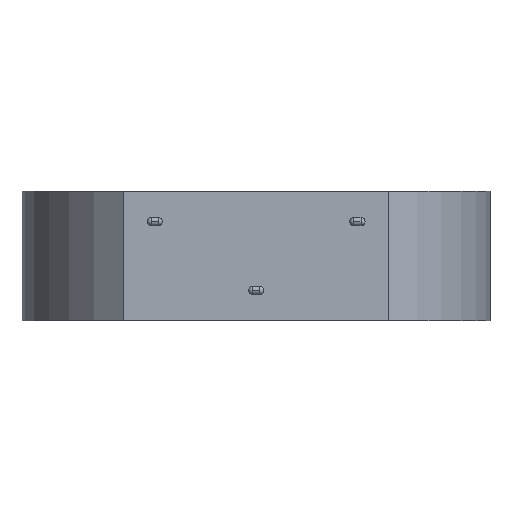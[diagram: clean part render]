
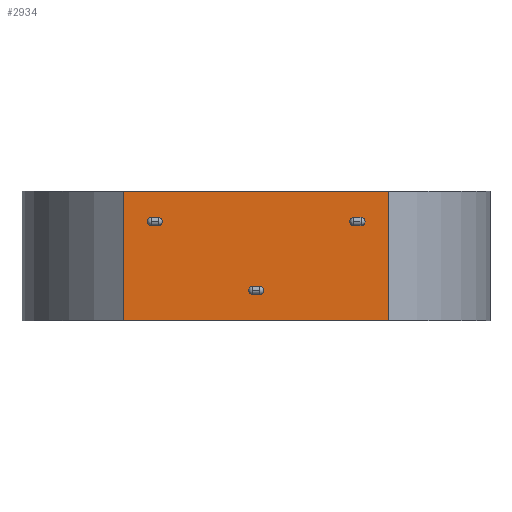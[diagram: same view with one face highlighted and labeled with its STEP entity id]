
A CAD part, front view. The second image highlights one B-rep face of the part: STEP entity #2934.
In plain terms, the highlighted planar face has unit normal (0, -1, 0).
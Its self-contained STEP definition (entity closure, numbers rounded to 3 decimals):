
#2 = VECTOR ( 'NONE', #2884, 1000. ) ;
#51 = EDGE_CURVE ( 'NONE', #1517, #262, #2956, .T. ) ;
#66 = CARTESIAN_POINT ( 'NONE',  ( -5.175, -14.743, 1.5 ) ) ;
#100 = DIRECTION ( 'NONE',  ( 0., 0., 1. ) ) ;
#152 = ORIENTED_EDGE ( 'NONE', *, *, #2242, .F. ) ;
#175 = DIRECTION ( 'NONE',  ( 1., 0., 0. ) ) ;
#193 = EDGE_CURVE ( 'NONE', #327, #2472, #2803, .T. ) ;
#201 = CARTESIAN_POINT ( 'NONE',  ( -0.175, -14.743, -1.5 ) ) ;
#204 = CARTESIAN_POINT ( 'NONE',  ( 4.825, -14.743, 1.5 ) ) ;
#256 = DIRECTION ( 'NONE',  ( 0., 0., -1. ) ) ;
#262 = VERTEX_POINT ( 'NONE', #1908 ) ;
#270 = AXIS2_PLACEMENT_3D ( 'NONE', #345, #365, #1111 ) ;
#289 = VERTEX_POINT ( 'NONE', #2158 ) ;
#308 = CARTESIAN_POINT ( 'NONE',  ( -6.55, -14.743, -3.2 ) ) ;
#327 = VERTEX_POINT ( 'NONE', #2253 ) ;
#345 = CARTESIAN_POINT ( 'NONE',  ( -4.825, -14.743, 1.7 ) ) ;
#365 = DIRECTION ( 'NONE',  ( 0., -1., 0. ) ) ;
#395 = EDGE_CURVE ( 'NONE', #1100, #579, #3022, .T. ) ;
#397 = ORIENTED_EDGE ( 'NONE', *, *, #685, .T. ) ;
#416 = CARTESIAN_POINT ( 'NONE',  ( -5.175, -14.743, 1.5 ) ) ;
#441 = VERTEX_POINT ( 'NONE', #201 ) ;
#473 = DIRECTION ( 'NONE',  ( 0., 0., 1. ) ) ;
#579 = VERTEX_POINT ( 'NONE', #741 ) ;
#593 = ORIENTED_EDGE ( 'NONE', *, *, #1899, .F. ) ;
#621 = CARTESIAN_POINT ( 'NONE',  ( 4.825, -14.743, 1.9 ) ) ;
#658 = VECTOR ( 'NONE', #2631, 1000. ) ;
#662 = CIRCLE ( 'NONE', #974, 0.2 ) ;
#685 = EDGE_CURVE ( 'NONE', #327, #3033, #3004, .T. ) ;
#691 = LINE ( 'NONE', #3099, #2156 ) ;
#693 = FACE_BOUND ( 'NONE', #1372, .T. ) ;
#698 = CARTESIAN_POINT ( 'NONE',  ( -0.175, -14.743, -1.7 ) ) ;
#701 = VECTOR ( 'NONE', #843, 1000. ) ;
#709 = CARTESIAN_POINT ( 'NONE',  ( -6.55, -14.743, 3.2 ) ) ;
#734 = VERTEX_POINT ( 'NONE', #969 ) ;
#741 = CARTESIAN_POINT ( 'NONE',  ( -4.825, -14.743, 1.5 ) ) ;
#756 = EDGE_CURVE ( 'NONE', #1807, #1799, #1874, .T. ) ;
#778 = AXIS2_PLACEMENT_3D ( 'NONE', #2544, #2781, #2361 ) ;
#788 = EDGE_LOOP ( 'NONE', ( #851, #1526, #593, #2570 ) ) ;
#808 = ORIENTED_EDGE ( 'NONE', *, *, #1009, .F. ) ;
#817 = CARTESIAN_POINT ( 'NONE',  ( -0.175, -14.743, -1.9 ) ) ;
#824 = EDGE_CURVE ( 'NONE', #2472, #1389, #691, .T. ) ;
#843 = DIRECTION ( 'NONE',  ( 0., 0., -1. ) ) ;
#851 = ORIENTED_EDGE ( 'NONE', *, *, #1766, .F. ) ;
#914 = DIRECTION ( 'NONE',  ( 0., 0., -1. ) ) ;
#940 = DIRECTION ( 'NONE',  ( 0., 0., -1. ) ) ;
#958 = EDGE_CURVE ( 'NONE', #1771, #734, #1106, .T. ) ;
#969 = CARTESIAN_POINT ( 'NONE',  ( 0.175, -14.743, -1.9 ) ) ;
#970 = VECTOR ( 'NONE', #2990, 1000. ) ;
#974 = AXIS2_PLACEMENT_3D ( 'NONE', #698, #3073, #914 ) ;
#1009 = EDGE_CURVE ( 'NONE', #1799, #289, #2470, .T. ) ;
#1041 = LINE ( 'NONE', #308, #3101 ) ;
#1055 = EDGE_CURVE ( 'NONE', #262, #1100, #2775, .T. ) ;
#1060 = ORIENTED_EDGE ( 'NONE', *, *, #824, .F. ) ;
#1082 = CIRCLE ( 'NONE', #778, 0.2 ) ;
#1100 = VERTEX_POINT ( 'NONE', #66 ) ;
#1106 = LINE ( 'NONE', #817, #2772 ) ;
#1111 = DIRECTION ( 'NONE',  ( 0., 0., -1. ) ) ;
#1117 = AXIS2_PLACEMENT_3D ( 'NONE', #2263, #2305, #100 ) ;
#1121 = LINE ( 'NONE', #2083, #970 ) ;
#1127 = VERTEX_POINT ( 'NONE', #2976 ) ;
#1194 = CARTESIAN_POINT ( 'NONE',  ( 5.175, -14.743, 1.5 ) ) ;
#1299 = CARTESIAN_POINT ( 'NONE',  ( -5.175, -14.743, 1.9 ) ) ;
#1357 = ORIENTED_EDGE ( 'NONE', *, *, #1055, .F. ) ;
#1372 = EDGE_LOOP ( 'NONE', ( #1357, #1656, #152, #2226 ) ) ;
#1383 = CIRCLE ( 'NONE', #1721, 0.2 ) ;
#1389 = VERTEX_POINT ( 'NONE', #2134 ) ;
#1396 = EDGE_CURVE ( 'NONE', #1127, #441, #1667, .T. ) ;
#1458 = FACE_BOUND ( 'NONE', #1740, .T. ) ;
#1517 = VERTEX_POINT ( 'NONE', #1987 ) ;
#1526 = ORIENTED_EDGE ( 'NONE', *, *, #1396, .F. ) ;
#1549 = ORIENTED_EDGE ( 'NONE', *, *, #2440, .T. ) ;
#1569 = VERTEX_POINT ( 'NONE', #621 ) ;
#1570 = DIRECTION ( 'NONE',  ( 1., 0., 0. ) ) ;
#1577 = ORIENTED_EDGE ( 'NONE', *, *, #756, .F. ) ;
#1626 = EDGE_LOOP ( 'NONE', ( #1549, #1060, #2445, #397 ) ) ;
#1628 = EDGE_CURVE ( 'NONE', #289, #1569, #1121, .T. ) ;
#1635 = VECTOR ( 'NONE', #1986, 1000. ) ;
#1656 = ORIENTED_EDGE ( 'NONE', *, *, #51, .F. ) ;
#1667 = LINE ( 'NONE', #1901, #658 ) ;
#1721 = AXIS2_PLACEMENT_3D ( 'NONE', #2687, #1742, #256 ) ;
#1740 = EDGE_LOOP ( 'NONE', ( #808, #1577, #2915, #2951 ) ) ;
#1742 = DIRECTION ( 'NONE',  ( 0., -1., 0. ) ) ;
#1766 = EDGE_CURVE ( 'NONE', #441, #1771, #662, .T. ) ;
#1771 = VERTEX_POINT ( 'NONE', #1866 ) ;
#1799 = VERTEX_POINT ( 'NONE', #2600 ) ;
#1807 = VERTEX_POINT ( 'NONE', #204 ) ;
#1865 = AXIS2_PLACEMENT_3D ( 'NONE', #2137, #2430, #2119 ) ;
#1866 = CARTESIAN_POINT ( 'NONE',  ( -0.175, -14.743, -1.9 ) ) ;
#1874 = LINE ( 'NONE', #1194, #2 ) ;
#1894 = FACE_OUTER_BOUND ( 'NONE', #1626, .T. ) ;
#1899 = EDGE_CURVE ( 'NONE', #734, #1127, #1383, .T. ) ;
#1901 = CARTESIAN_POINT ( 'NONE',  ( -0.175, -14.743, -1.5 ) ) ;
#1908 = CARTESIAN_POINT ( 'NONE',  ( -5.175, -14.743, 1.9 ) ) ;
#1986 = DIRECTION ( 'NONE',  ( -1., 0., 0. ) ) ;
#1987 = CARTESIAN_POINT ( 'NONE',  ( -4.825, -14.743, 1.9 ) ) ;
#2083 = CARTESIAN_POINT ( 'NONE',  ( 5.175, -14.743, 1.9 ) ) ;
#2119 = DIRECTION ( 'NONE',  ( 0., 0., -1. ) ) ;
#2134 = CARTESIAN_POINT ( 'NONE',  ( 6.55, -14.743, -3.2 ) ) ;
#2137 = CARTESIAN_POINT ( 'NONE',  ( -5.175, -14.743, 1.7 ) ) ;
#2156 = VECTOR ( 'NONE', #940, 1000. ) ;
#2158 = CARTESIAN_POINT ( 'NONE',  ( 5.175, -14.743, 1.9 ) ) ;
#2226 = ORIENTED_EDGE ( 'NONE', *, *, #395, .F. ) ;
#2238 = VECTOR ( 'NONE', #1570, 1000. ) ;
#2242 = EDGE_CURVE ( 'NONE', #579, #1517, #2688, .T. ) ;
#2253 = CARTESIAN_POINT ( 'NONE',  ( -6.55, -14.743, 3.2 ) ) ;
#2258 = DIRECTION ( 'NONE',  ( 1., 0., 0. ) ) ;
#2263 = CARTESIAN_POINT ( 'NONE',  ( 5.175, -14.743, 1.7 ) ) ;
#2305 = DIRECTION ( 'NONE',  ( 0., -1., 0. ) ) ;
#2337 = CARTESIAN_POINT ( 'NONE',  ( -6.55, -14.743, 3.2 ) ) ;
#2361 = DIRECTION ( 'NONE',  ( 0., 0., 1. ) ) ;
#2418 = FACE_BOUND ( 'NONE', #788, .T. ) ;
#2430 = DIRECTION ( 'NONE',  ( 0., -1., 0. ) ) ;
#2440 = EDGE_CURVE ( 'NONE', #3033, #1389, #1041, .T. ) ;
#2445 = ORIENTED_EDGE ( 'NONE', *, *, #193, .F. ) ;
#2470 = CIRCLE ( 'NONE', #1117, 0.2 ) ;
#2472 = VERTEX_POINT ( 'NONE', #2568 ) ;
#2544 = CARTESIAN_POINT ( 'NONE',  ( 4.825, -14.743, 1.7 ) ) ;
#2568 = CARTESIAN_POINT ( 'NONE',  ( 6.55, -14.743, 3.2 ) ) ;
#2570 = ORIENTED_EDGE ( 'NONE', *, *, #958, .F. ) ;
#2600 = CARTESIAN_POINT ( 'NONE',  ( 5.175, -14.743, 1.5 ) ) ;
#2631 = DIRECTION ( 'NONE',  ( -1., 0., 0. ) ) ;
#2635 = DIRECTION ( 'NONE',  ( 0., 1., 0. ) ) ;
#2643 = AXIS2_PLACEMENT_3D ( 'NONE', #709, #2635, #473 ) ;
#2687 = CARTESIAN_POINT ( 'NONE',  ( 0.175, -14.743, -1.7 ) ) ;
#2688 = CIRCLE ( 'NONE', #270, 0.2 ) ;
#2742 = VECTOR ( 'NONE', #175, 1000. ) ;
#2772 = VECTOR ( 'NONE', #2773, 1000. ) ;
#2773 = DIRECTION ( 'NONE',  ( 1., 0., 0. ) ) ;
#2775 = CIRCLE ( 'NONE', #1865, 0.2 ) ;
#2778 = CARTESIAN_POINT ( 'NONE',  ( -6.55, -14.743, 3.2 ) ) ;
#2781 = DIRECTION ( 'NONE',  ( 0., -1., 0. ) ) ;
#2803 = LINE ( 'NONE', #2337, #2742 ) ;
#2807 = EDGE_CURVE ( 'NONE', #1569, #1807, #1082, .T. ) ;
#2820 = CARTESIAN_POINT ( 'NONE',  ( -6.55, -14.743, -3.2 ) ) ;
#2868 = PLANE ( 'NONE',  #2643 ) ;
#2884 = DIRECTION ( 'NONE',  ( 1., 0., 0. ) ) ;
#2915 = ORIENTED_EDGE ( 'NONE', *, *, #2807, .F. ) ;
#2934 = ADVANCED_FACE ( 'NONE', ( #1458, #1894, #693, #2418 ), #2868, .F. ) ;
#2951 = ORIENTED_EDGE ( 'NONE', *, *, #1628, .F. ) ;
#2956 = LINE ( 'NONE', #1299, #1635 ) ;
#2976 = CARTESIAN_POINT ( 'NONE',  ( 0.175, -14.743, -1.5 ) ) ;
#2990 = DIRECTION ( 'NONE',  ( -1., 0., 0. ) ) ;
#3004 = LINE ( 'NONE', #2778, #701 ) ;
#3022 = LINE ( 'NONE', #416, #2238 ) ;
#3033 = VERTEX_POINT ( 'NONE', #2820 ) ;
#3073 = DIRECTION ( 'NONE',  ( 0., -1., 0. ) ) ;
#3099 = CARTESIAN_POINT ( 'NONE',  ( 6.55, -14.743, 3.2 ) ) ;
#3101 = VECTOR ( 'NONE', #2258, 1000. ) ;
